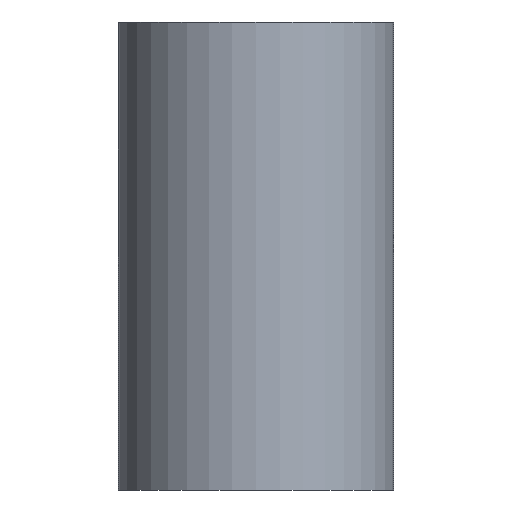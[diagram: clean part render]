
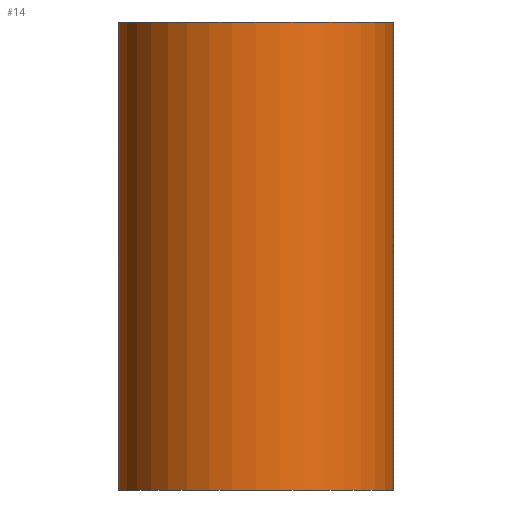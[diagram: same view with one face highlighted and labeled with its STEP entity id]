
A CAD part, front view. The second image highlights one B-rep face of the part: STEP entity #14.
In plain terms, the highlighted cylindrical face has radius 1 mm (diameter 2 mm), a partial arc.
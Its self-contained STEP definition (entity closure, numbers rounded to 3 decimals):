
#9 = DIRECTION ( 'NONE',  ( 0., 0., -1. ) ) ;
#14 = ADVANCED_FACE ( 'NONE', ( #34 ), #82, .T. ) ;
#15 = LINE ( 'NONE', #158, #146 ) ;
#16 = VERTEX_POINT ( 'NONE', #102 ) ;
#23 = DIRECTION ( 'NONE',  ( -1., 0., 0. ) ) ;
#26 = EDGE_LOOP ( 'NONE', ( #36, #79, #101, #111 ) ) ;
#27 = DIRECTION ( 'NONE',  ( 0., 0., -1. ) ) ;
#33 = AXIS2_PLACEMENT_3D ( 'NONE', #127, #9, #23 ) ;
#34 = FACE_OUTER_BOUND ( 'NONE', #26, .T. ) ;
#35 = DIRECTION ( 'NONE',  ( 0., 0., -1. ) ) ;
#36 = ORIENTED_EDGE ( 'NONE', *, *, #99, .T. ) ;
#40 = CIRCLE ( 'NONE', #33, 1. ) ;
#53 = CARTESIAN_POINT ( 'NONE',  ( 3.925, 31.77, 0.4 ) ) ;
#62 = EDGE_CURVE ( 'NONE', #137, #189, #15, .T. ) ;
#64 = VECTOR ( 'NONE', #27, 1000. ) ;
#69 = CARTESIAN_POINT ( 'NONE',  ( 2.925, 31.77, 0.4 ) ) ;
#70 = EDGE_CURVE ( 'NONE', #189, #16, #40, .T. ) ;
#72 = AXIS2_PLACEMENT_3D ( 'NONE', #169, #93, #144 ) ;
#79 = ORIENTED_EDGE ( 'NONE', *, *, #70, .F. ) ;
#82 = CYLINDRICAL_SURFACE ( 'NONE', #72, 1. ) ;
#84 = AXIS2_PLACEMENT_3D ( 'NONE', #53, #89, #106 ) ;
#85 = LINE ( 'NONE', #69, #64 ) ;
#89 = DIRECTION ( 'NONE',  ( 0., 0., 1. ) ) ;
#93 = DIRECTION ( 'NONE',  ( 0., 0., -1. ) ) ;
#95 = CARTESIAN_POINT ( 'NONE',  ( 4.925, 31.77, 0.4 ) ) ;
#99 = EDGE_CURVE ( 'NONE', #115, #16, #85, .T. ) ;
#101 = ORIENTED_EDGE ( 'NONE', *, *, #62, .F. ) ;
#102 = CARTESIAN_POINT ( 'NONE',  ( 2.925, 31.77, -3. ) ) ;
#106 = DIRECTION ( 'NONE',  ( 1., 0., 0. ) ) ;
#107 = EDGE_CURVE ( 'NONE', #115, #137, #121, .T. ) ;
#111 = ORIENTED_EDGE ( 'NONE', *, *, #107, .F. ) ;
#113 = CARTESIAN_POINT ( 'NONE',  ( 4.925, 31.77, -3. ) ) ;
#115 = VERTEX_POINT ( 'NONE', #162 ) ;
#121 = CIRCLE ( 'NONE', #84, 1. ) ;
#127 = CARTESIAN_POINT ( 'NONE',  ( 3.925, 31.77, -3. ) ) ;
#137 = VERTEX_POINT ( 'NONE', #95 ) ;
#144 = DIRECTION ( 'NONE',  ( -1., 0., 0. ) ) ;
#146 = VECTOR ( 'NONE', #35, 1000. ) ;
#158 = CARTESIAN_POINT ( 'NONE',  ( 4.925, 31.77, 0.4 ) ) ;
#162 = CARTESIAN_POINT ( 'NONE',  ( 2.925, 31.77, 0.4 ) ) ;
#169 = CARTESIAN_POINT ( 'NONE',  ( 3.925, 31.77, 0.4 ) ) ;
#189 = VERTEX_POINT ( 'NONE', #113 ) ;
